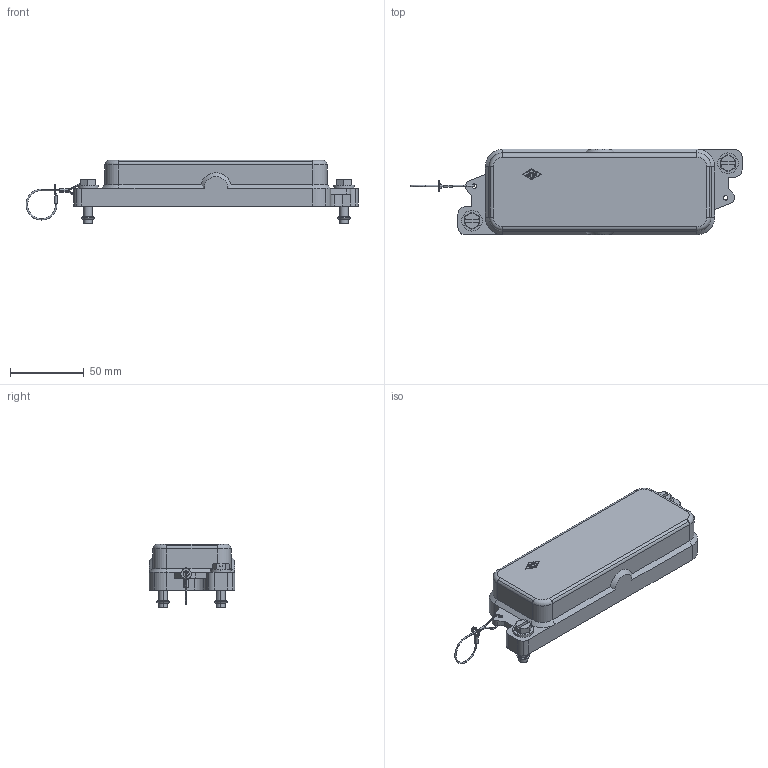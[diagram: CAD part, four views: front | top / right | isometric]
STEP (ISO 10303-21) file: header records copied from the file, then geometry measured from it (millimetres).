
FILE_DESCRIPTION((''),'2;1');
FILE_NAME('CGC 24.stp','2007-01-02T16:45:55',('gembarski'),(''),'Autodesk Inventor 7','Autodesk Inventor 7','');
FILE_SCHEMA(('AUTOMOTIVE_DESIGN { 1 0 10303 214 1 1 1 1 }'));
Length unit declared in the file: millimetre
Products named in the file (1): CGC 24
Bounding box: 225 x 58 x 43.1 mm (x, y, z)
Volume: 96239.6 mm3; surface area: 44405.6 mm2
Topology: 2 solids, 2 shells, 272 faces, 678 edges, 435 vertices
Faces by surface type: plane 124, cylinder 108, torus 22, cone 18
Entity records: 8171 total; most frequent: CARTESIAN_POINT 1481, DIRECTION 1469, ORIENTED_EDGE 1360, EDGE_CURVE 680, AXIS2_PLACEMENT_3D 555, VERTEX_POINT 435, VECTOR 359, LINE 359
